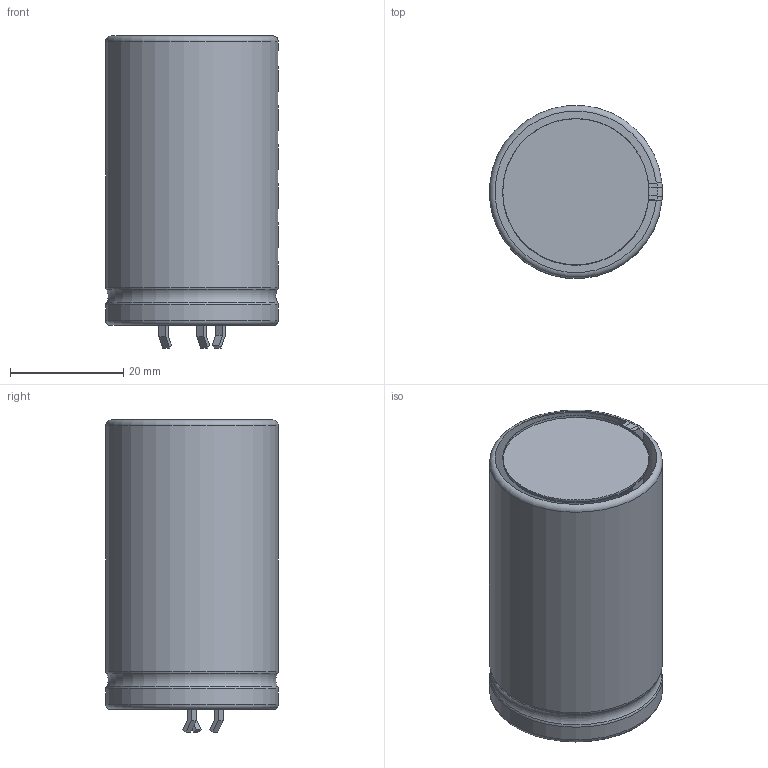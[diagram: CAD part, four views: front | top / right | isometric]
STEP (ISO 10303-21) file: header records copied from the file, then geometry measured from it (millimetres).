
FILE_DESCRIPTION(/* description */ (''),/* implementation_level */ '2;1');
FILE_NAME(/* name */ 'CAPPR_KEMET_PEH536(30X50)STYLE3.stp',/* time_stamp */ '2016-06-13T15:23:56+02:00',/* author */ ('riccim'),/* organization */ (''),/* preprocessor_version */ 'ST-DEVELOPER v15.5',/* originating_system */ 'AutoCAD Mechanical',/* authorisation */ '');
FILE_SCHEMA (('AUTOMOTIVE_DESIGN { 1 0 10303 214 3 1 1 }'));
Length unit declared in the file: millimetre
Products named in the file (1): Product
Bounding box: 30.44 x 30.41 x 55 mm (x, y, z)
Volume: 36830.1 mm3; surface area: 9525.7 mm2
Topology: 15 solids, 15 shells, 152 faces, 344 edges, 228 vertices
Faces by surface type: plane 102, cylinder 33, torus 17
Full cylindrical faces by diameter (mm): 25.775 x4
Entity records: 4412 total; most frequent: CARTESIAN_POINT 845, DIRECTION 766, ORIENTED_EDGE 688, EDGE_CURVE 342, AXIS2_PLACEMENT_3D 281, VERTEX_POINT 228, LINE 204, VECTOR 204
